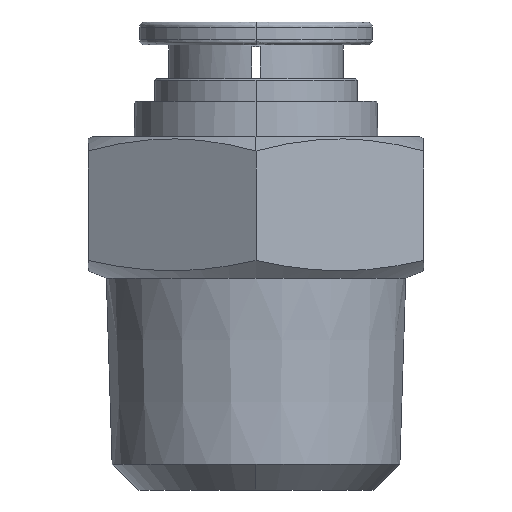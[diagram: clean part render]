
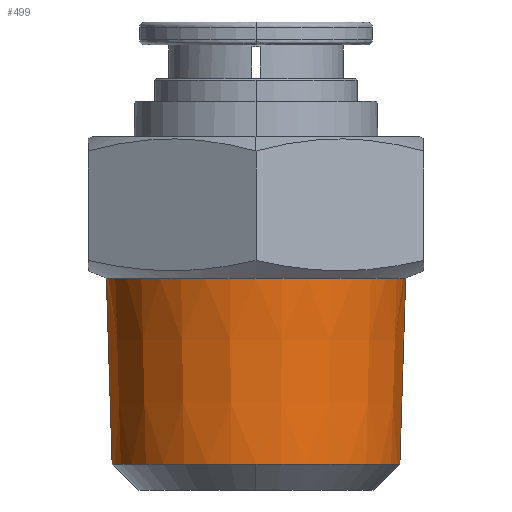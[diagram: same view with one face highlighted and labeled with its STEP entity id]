
A CAD part, left-side view. The second image highlights one B-rep face of the part: STEP entity #499.
In plain terms, the highlighted conical face has half-angle 1.79 degrees and reference radius 8.475 mm.
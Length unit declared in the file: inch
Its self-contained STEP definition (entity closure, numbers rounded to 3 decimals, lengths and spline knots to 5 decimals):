
#23 = CARTESIAN_POINT ( 'NONE',  ( 1.1811, 0., 0.51181 ) ) ;
#31 = DIRECTION ( 'NONE',  ( 0., -1., 0. ) ) ;
#84 = CIRCLE ( 'NONE', #164, 0.32069 ) ;
#141 = CARTESIAN_POINT ( 'NONE',  ( 1.1811, -0.33366, 0.51181 ) ) ;
#164 = AXIS2_PLACEMENT_3D ( 'NONE', #935, #1135, #1569 ) ;
#200 = DIRECTION ( 'NONE',  ( 0., 0.031, 1. ) ) ;
#295 = CARTESIAN_POINT ( 'NONE',  ( 1.1811, 0., 0.51181 ) ) ;
#318 = ORIENTED_EDGE ( 'NONE', *, *, #552, .F. ) ;
#322 = EDGE_CURVE ( 'NONE', #2560, #982, #1205, .T. ) ;
#435 = CARTESIAN_POINT ( 'NONE',  ( 1.1811, -0.32069, 0.09658 ) ) ;
#474 = VECTOR ( 'NONE', #551, 39.37008 ) ;
#499 = ADVANCED_FACE ( 'NONE', ( #2078 ), #2403, .T. ) ;
#507 = VERTEX_POINT ( 'NONE', #2157 ) ;
#550 = CARTESIAN_POINT ( 'NONE',  ( 1.1811, 0., 0.09658 ) ) ;
#551 = DIRECTION ( 'NONE',  ( 0., -0.031, 1. ) ) ;
#552 = EDGE_CURVE ( 'NONE', #617, #2707, #1990, .T. ) ;
#617 = VERTEX_POINT ( 'NONE', #2250 ) ;
#662 = DIRECTION ( 'NONE',  ( 1., 0., 0. ) ) ;
#742 = CARTESIAN_POINT ( 'NONE',  ( 1.1811, 0.33366, 0.51181 ) ) ;
#881 = ORIENTED_EDGE ( 'NONE', *, *, #322, .T. ) ;
#935 = CARTESIAN_POINT ( 'NONE',  ( 1.1811, 0., 0.09658 ) ) ;
#982 = VERTEX_POINT ( 'NONE', #1385 ) ;
#1012 = ORIENTED_EDGE ( 'NONE', *, *, #1505, .T. ) ;
#1129 = AXIS2_PLACEMENT_3D ( 'NONE', #295, #1940, #31 ) ;
#1135 = DIRECTION ( 'NONE',  ( 0., 0., 1. ) ) ;
#1170 = ORIENTED_EDGE ( 'NONE', *, *, #1708, .T. ) ;
#1205 = LINE ( 'NONE', #141, #474 ) ;
#1222 = EDGE_CURVE ( 'NONE', #507, #2560, #84, .T. ) ;
#1385 = CARTESIAN_POINT ( 'NONE',  ( 1.1811, -0.33366, 0.51181 ) ) ;
#1473 = CIRCLE ( 'NONE', #2695, 0.33366 ) ;
#1505 = EDGE_CURVE ( 'NONE', #982, #2707, #1473, .T. ) ;
#1511 = DIRECTION ( 'NONE',  ( 0., 0., -1. ) ) ;
#1516 = ORIENTED_EDGE ( 'NONE', *, *, #1222, .T. ) ;
#1569 = DIRECTION ( 'NONE',  ( 1., 0., 0. ) ) ;
#1662 = VECTOR ( 'NONE', #200, 39.37008 ) ;
#1708 = EDGE_CURVE ( 'NONE', #617, #507, #2511, .T. ) ;
#1940 = DIRECTION ( 'NONE',  ( 0., 0., 1. ) ) ;
#1960 = CARTESIAN_POINT ( 'NONE',  ( 1.1811, 0.33366, 0.51181 ) ) ;
#1990 = LINE ( 'NONE', #1960, #1662 ) ;
#2003 = AXIS2_PLACEMENT_3D ( 'NONE', #550, #2006, #2400 ) ;
#2006 = DIRECTION ( 'NONE',  ( 0., 0., 1. ) ) ;
#2078 = FACE_OUTER_BOUND ( 'NONE', #2691, .T. ) ;
#2157 = CARTESIAN_POINT ( 'NONE',  ( 0.86042, 0., 0.09658 ) ) ;
#2250 = CARTESIAN_POINT ( 'NONE',  ( 1.1811, 0.32069, 0.09658 ) ) ;
#2400 = DIRECTION ( 'NONE',  ( 1., 0., 0. ) ) ;
#2403 = CONICAL_SURFACE ( 'NONE', #1129, 0.33366, 0.031 ) ;
#2511 = CIRCLE ( 'NONE', #2003, 0.32069 ) ;
#2560 = VERTEX_POINT ( 'NONE', #435 ) ;
#2691 = EDGE_LOOP ( 'NONE', ( #318, #1170, #1516, #881, #1012 ) ) ;
#2695 = AXIS2_PLACEMENT_3D ( 'NONE', #23, #1511, #662 ) ;
#2707 = VERTEX_POINT ( 'NONE', #742 ) ;
